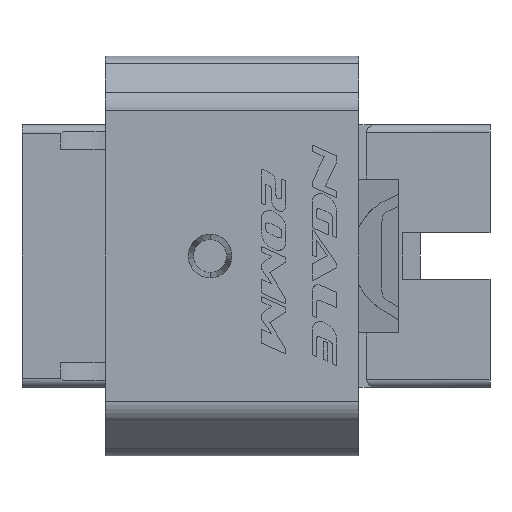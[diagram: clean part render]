
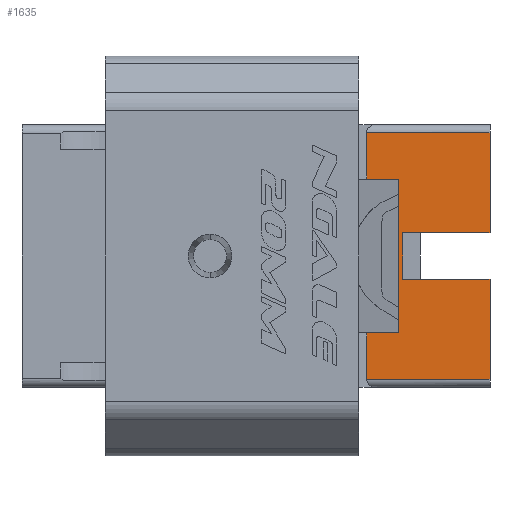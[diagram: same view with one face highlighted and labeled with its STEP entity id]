
A CAD part, left-side view. The second image highlights one B-rep face of the part: STEP entity #1635.
In plain terms, the highlighted planar face has unit normal (-1, 0, 0).
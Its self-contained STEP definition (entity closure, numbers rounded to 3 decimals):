
#15 = CARTESIAN_POINT ( 'NONE',  ( 54.306, -14.1, 42. ) ) ;
#751 = VERTEX_POINT ( 'NONE', #29381 ) ;
#1013 = DIRECTION ( 'NONE',  ( 0., 0., 1. ) ) ;
#1337 = DIRECTION ( 'NONE',  ( 0., -1., 0. ) ) ;
#1361 = LINE ( 'NONE', #21659, #3214 ) ;
#1596 = DIRECTION ( 'NONE',  ( 0., 1., 0. ) ) ;
#1635 = ADVANCED_FACE ( 'NONE', ( #16672 ), #29555, .T. ) ;
#1710 = LINE ( 'NONE', #7113, #20954 ) ;
#1900 = ORIENTED_EDGE ( 'NONE', *, *, #9691, .T. ) ;
#1952 = LINE ( 'NONE', #32786, #13287 ) ;
#2099 = ORIENTED_EDGE ( 'NONE', *, *, #2985, .F. ) ;
#2145 = VERTEX_POINT ( 'NONE', #30676 ) ;
#2232 = DIRECTION ( 'NONE',  ( 0., 0., 1. ) ) ;
#2292 = ORIENTED_EDGE ( 'NONE', *, *, #4094, .F. ) ;
#2346 = VERTEX_POINT ( 'NONE', #12459 ) ;
#2473 = VECTOR ( 'NONE', #8398, 1000. ) ;
#2808 = VECTOR ( 'NONE', #33415, 1000. ) ;
#2826 = CARTESIAN_POINT ( 'NONE',  ( 54.306, -5.867, 31.564 ) ) ;
#2985 = EDGE_CURVE ( 'NONE', #24223, #13403, #23563, .T. ) ;
#3085 = CARTESIAN_POINT ( 'NONE',  ( 54.306, 0., 32. ) ) ;
#3214 = VECTOR ( 'NONE', #16409, 1000. ) ;
#3262 = EDGE_CURVE ( 'NONE', #33338, #19670, #1710, .T. ) ;
#3377 = LINE ( 'NONE', #32004, #16214 ) ;
#4094 = EDGE_CURVE ( 'NONE', #2145, #17642, #25940, .T. ) ;
#5228 = ORIENTED_EDGE ( 'NONE', *, *, #24160, .T. ) ;
#5716 = VECTOR ( 'NONE', #21167, 1000. ) ;
#6353 = DIRECTION ( 'NONE',  ( -1., 0., 0. ) ) ;
#6397 = EDGE_CURVE ( 'NONE', #13403, #2145, #31274, .T. ) ;
#6445 = ORIENTED_EDGE ( 'NONE', *, *, #3262, .T. ) ;
#6795 = VERTEX_POINT ( 'NONE', #28338 ) ;
#7113 = CARTESIAN_POINT ( 'NONE',  ( 54.306, 8.8, 27.9 ) ) ;
#7308 = CARTESIAN_POINT ( 'NONE',  ( 54.306, 14.1, 42. ) ) ;
#7527 = EDGE_CURVE ( 'NONE', #6795, #17985, #3377, .T. ) ;
#8265 = EDGE_CURVE ( 'NONE', #32627, #751, #11171, .T. ) ;
#8398 = DIRECTION ( 'NONE',  ( 0., 0., -1. ) ) ;
#8681 = DIRECTION ( 'NONE',  ( 0., 0., -1. ) ) ;
#8697 = DIRECTION ( 'NONE',  ( 0., -1., 0. ) ) ;
#9691 = EDGE_CURVE ( 'NONE', #29203, #17642, #24234, .T. ) ;
#10369 = CARTESIAN_POINT ( 'NONE',  ( 54.306, -2.65, 32. ) ) ;
#10414 = EDGE_CURVE ( 'NONE', #19670, #16158, #1952, .T. ) ;
#10588 = VECTOR ( 'NONE', #1337, 1000. ) ;
#10603 = EDGE_LOOP ( 'NONE', ( #1900, #2292, #16520, #2099, #27420, #6445, #22748, #29583, #30990, #30485, #29995, #28077, #5228, #29084 ) ) ;
#11171 = LINE ( 'NONE', #14203, #13597 ) ;
#11769 = VERTEX_POINT ( 'NONE', #20500 ) ;
#12459 = CARTESIAN_POINT ( 'NONE',  ( 54.306, -14.1, 42. ) ) ;
#12509 = AXIS2_PLACEMENT_3D ( 'NONE', #24300, #6353, #27010 ) ;
#13036 = CARTESIAN_POINT ( 'NONE',  ( 54.306, 0., 42. ) ) ;
#13287 = VECTOR ( 'NONE', #15302, 1000. ) ;
#13403 = VERTEX_POINT ( 'NONE', #17907 ) ;
#13597 = VECTOR ( 'NONE', #21653, 1000. ) ;
#13898 = CARTESIAN_POINT ( 'NONE',  ( 54.306, -2.65, 42. ) ) ;
#14203 = CARTESIAN_POINT ( 'NONE',  ( 54.306, -22.351, 31.564 ) ) ;
#14357 = CARTESIAN_POINT ( 'NONE',  ( 54.306, 0., 42. ) ) ;
#14461 = CARTESIAN_POINT ( 'NONE',  ( 54.306, -22.351, 31.564 ) ) ;
#15302 = DIRECTION ( 'NONE',  ( 0., 0., 1. ) ) ;
#15453 = VECTOR ( 'NONE', #8697, 1000. ) ;
#15616 = CARTESIAN_POINT ( 'NONE',  ( 54.306, -2.65, 42. ) ) ;
#16158 = VERTEX_POINT ( 'NONE', #30096 ) ;
#16214 = VECTOR ( 'NONE', #1013, 1000. ) ;
#16409 = DIRECTION ( 'NONE',  ( 0., 1., 0. ) ) ;
#16520 = ORIENTED_EDGE ( 'NONE', *, *, #6397, .F. ) ;
#16672 = FACE_OUTER_BOUND ( 'NONE', #10603, .T. ) ;
#17642 = VERTEX_POINT ( 'NONE', #10369 ) ;
#17907 = CARTESIAN_POINT ( 'NONE',  ( 54.306, 2.65, 42. ) ) ;
#17985 = VERTEX_POINT ( 'NONE', #27314 ) ;
#19670 = VERTEX_POINT ( 'NONE', #23004 ) ;
#20162 = LINE ( 'NONE', #15, #24919 ) ;
#20500 = CARTESIAN_POINT ( 'NONE',  ( 54.306, -14.1, 27.9 ) ) ;
#20611 = EDGE_CURVE ( 'NONE', #6795, #11769, #29183, .T. ) ;
#20804 = EDGE_CURVE ( 'NONE', #29203, #2346, #22312, .T. ) ;
#20917 = CARTESIAN_POINT ( 'NONE',  ( 54.306, 2.65, 42. ) ) ;
#20954 = VECTOR ( 'NONE', #32382, 1000. ) ;
#21167 = DIRECTION ( 'NONE',  ( 0., 0., -1. ) ) ;
#21536 = LINE ( 'NONE', #31896, #31737 ) ;
#21653 = DIRECTION ( 'NONE',  ( 0., 1., 0. ) ) ;
#21659 = CARTESIAN_POINT ( 'NONE',  ( 54.306, -22.351, 31.564 ) ) ;
#21689 = EDGE_CURVE ( 'NONE', #751, #16158, #32431, .T. ) ;
#21921 = EDGE_CURVE ( 'NONE', #17985, #32627, #1361, .T. ) ;
#22312 = LINE ( 'NONE', #14357, #10588 ) ;
#22748 = ORIENTED_EDGE ( 'NONE', *, *, #10414, .T. ) ;
#23004 = CARTESIAN_POINT ( 'NONE',  ( 54.306, 8.8, 27.9 ) ) ;
#23213 = VECTOR ( 'NONE', #1596, 1000. ) ;
#23389 = DIRECTION ( 'NONE',  ( 0., -1., 0. ) ) ;
#23563 = LINE ( 'NONE', #13036, #30560 ) ;
#23703 = CARTESIAN_POINT ( 'NONE',  ( 54.306, 14.1, 27.9 ) ) ;
#24160 = EDGE_CURVE ( 'NONE', #11769, #2346, #20162, .T. ) ;
#24223 = VERTEX_POINT ( 'NONE', #7308 ) ;
#24234 = LINE ( 'NONE', #13898, #5716 ) ;
#24300 = CARTESIAN_POINT ( 'NONE',  ( 54.306, 0., 17.69 ) ) ;
#24919 = VECTOR ( 'NONE', #2232, 1000. ) ;
#25940 = LINE ( 'NONE', #3085, #2808 ) ;
#27010 = DIRECTION ( 'NONE',  ( 0., 0., -1. ) ) ;
#27314 = CARTESIAN_POINT ( 'NONE',  ( 54.306, -8.8, 31.564 ) ) ;
#27420 = ORIENTED_EDGE ( 'NONE', *, *, #28307, .T. ) ;
#28077 = ORIENTED_EDGE ( 'NONE', *, *, #20611, .T. ) ;
#28307 = EDGE_CURVE ( 'NONE', #24223, #33338, #21536, .T. ) ;
#28338 = CARTESIAN_POINT ( 'NONE',  ( 54.306, -8.8, 27.9 ) ) ;
#29084 = ORIENTED_EDGE ( 'NONE', *, *, #20804, .F. ) ;
#29183 = LINE ( 'NONE', #31912, #15453 ) ;
#29203 = VERTEX_POINT ( 'NONE', #15616 ) ;
#29381 = CARTESIAN_POINT ( 'NONE',  ( 54.306, 5.69, 31.564 ) ) ;
#29555 = PLANE ( 'NONE',  #12509 ) ;
#29583 = ORIENTED_EDGE ( 'NONE', *, *, #21689, .F. ) ;
#29995 = ORIENTED_EDGE ( 'NONE', *, *, #7527, .F. ) ;
#30096 = CARTESIAN_POINT ( 'NONE',  ( 54.306, 8.8, 31.564 ) ) ;
#30485 = ORIENTED_EDGE ( 'NONE', *, *, #21921, .F. ) ;
#30560 = VECTOR ( 'NONE', #23389, 1000. ) ;
#30676 = CARTESIAN_POINT ( 'NONE',  ( 54.306, 2.65, 32. ) ) ;
#30990 = ORIENTED_EDGE ( 'NONE', *, *, #8265, .F. ) ;
#31274 = LINE ( 'NONE', #20917, #2473 ) ;
#31737 = VECTOR ( 'NONE', #8681, 1000. ) ;
#31896 = CARTESIAN_POINT ( 'NONE',  ( 54.306, 14.1, 17.69 ) ) ;
#31912 = CARTESIAN_POINT ( 'NONE',  ( 54.306, -15., 27.9 ) ) ;
#32004 = CARTESIAN_POINT ( 'NONE',  ( 54.306, -8.8, 17.69 ) ) ;
#32382 = DIRECTION ( 'NONE',  ( 0., -1., 0. ) ) ;
#32431 = LINE ( 'NONE', #14461, #23213 ) ;
#32627 = VERTEX_POINT ( 'NONE', #2826 ) ;
#32786 = CARTESIAN_POINT ( 'NONE',  ( 54.306, 8.8, 17.69 ) ) ;
#33338 = VERTEX_POINT ( 'NONE', #23703 ) ;
#33415 = DIRECTION ( 'NONE',  ( 0., -1., 0. ) ) ;
